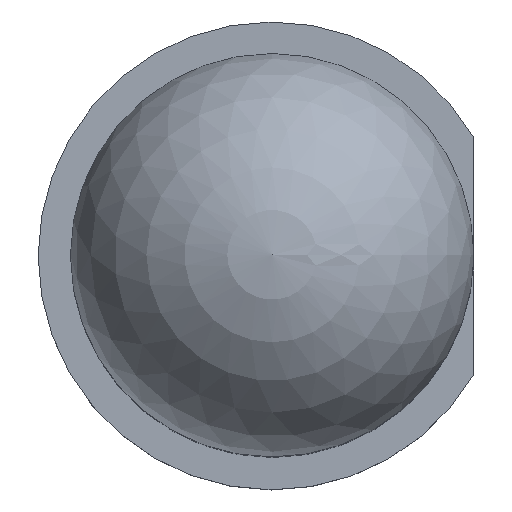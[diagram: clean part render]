
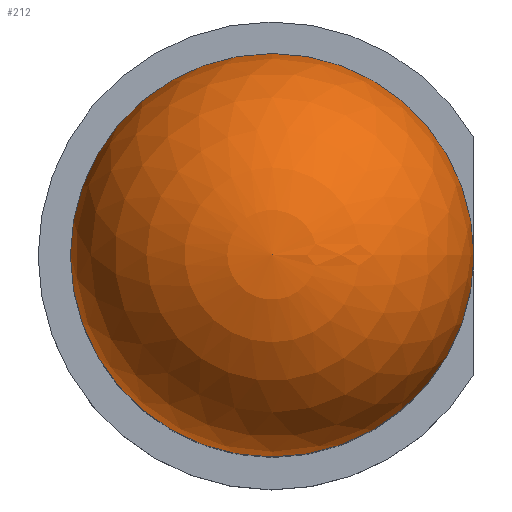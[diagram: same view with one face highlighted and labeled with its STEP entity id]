
A CAD part, top view. The second image highlights one B-rep face of the part: STEP entity #212.
In plain terms, the highlighted spherical face has radius 2.5 mm.
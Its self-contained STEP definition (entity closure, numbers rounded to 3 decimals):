
#193 = VERTEX_POINT('',#194);
#194 = CARTESIAN_POINT('',(2.5,0.,6.1));
#200 = EDGE_CURVE('',#193,#193,#201,.T.);
#201 = CIRCLE('',#202,2.5);
#202 = AXIS2_PLACEMENT_3D('',#203,#204,#205);
#203 = CARTESIAN_POINT('',(0.,0.,6.1));
#204 = DIRECTION('',(0.,0.,1.));
#205 = DIRECTION('',(1.,0.,0.));
#212 = ADVANCED_FACE('',(#213),#226,.T.);
#213 = FACE_BOUND('',#214,.T.);
#214 = EDGE_LOOP('',(#215,#224,#225));
#215 = ORIENTED_EDGE('',*,*,#216,.F.);
#216 = EDGE_CURVE('',#193,#217,#219,.T.);
#217 = VERTEX_POINT('',#218);
#218 = CARTESIAN_POINT('',(0.,0.,8.6));
#219 = CIRCLE('',#220,2.5);
#220 = AXIS2_PLACEMENT_3D('',#221,#222,#223);
#221 = CARTESIAN_POINT('',(0.,0.,6.1));
#222 = DIRECTION('',(0.,-1.,0.));
#223 = DIRECTION('',(1.,0.,0.));
#224 = ORIENTED_EDGE('',*,*,#200,.T.);
#225 = ORIENTED_EDGE('',*,*,#216,.T.);
#226 = SPHERICAL_SURFACE('',#227,2.5);
#227 = AXIS2_PLACEMENT_3D('',#228,#229,#230);
#228 = CARTESIAN_POINT('',(0.,0.,6.1));
#229 = DIRECTION('',(0.,0.,1.));
#230 = DIRECTION('',(1.,0.,0.));
